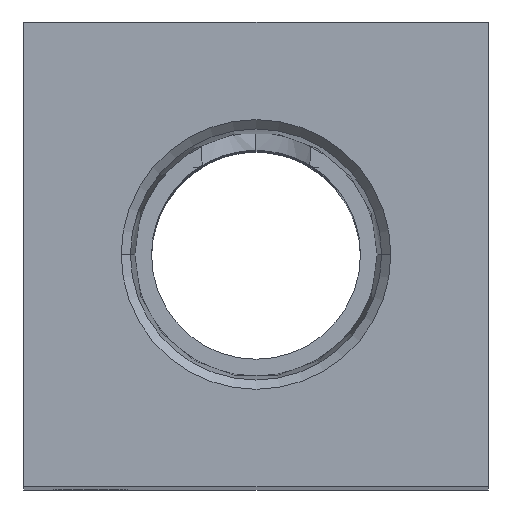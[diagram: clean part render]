
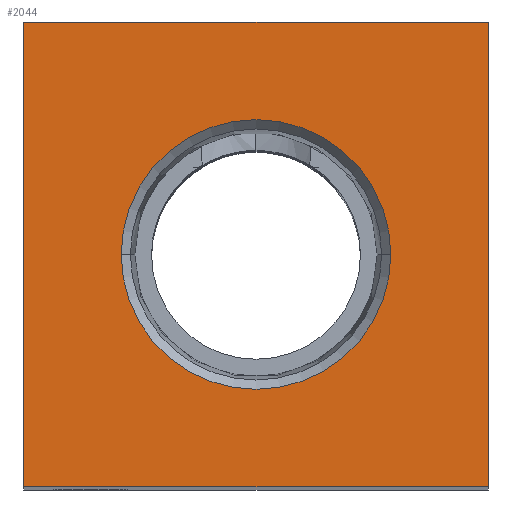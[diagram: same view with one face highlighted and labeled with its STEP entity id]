
A CAD part, top view. The second image highlights one B-rep face of the part: STEP entity #2044.
In plain terms, the highlighted planar face has unit normal (0, 0, 1).
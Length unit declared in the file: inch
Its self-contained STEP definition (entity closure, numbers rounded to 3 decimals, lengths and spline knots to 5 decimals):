
#9 = DIRECTION ( 'NONE',  ( 0., 1., 0. ) ) ;
#51 = DIRECTION ( 'NONE',  ( 1., 0., 0. ) ) ;
#109 = CARTESIAN_POINT ( 'NONE',  ( -0.625, -0.625, 2.375 ) ) ;
#131 = VERTEX_POINT ( 'NONE', #195 ) ;
#187 = CARTESIAN_POINT ( 'NONE',  ( 0.3626, 0., 2.375 ) ) ;
#195 = CARTESIAN_POINT ( 'NONE',  ( 0.625, 0.625, 2.375 ) ) ;
#230 = ORIENTED_EDGE ( 'NONE', *, *, #2802, .T. ) ;
#233 = CARTESIAN_POINT ( 'NONE',  ( 0.625, -0.625, 2.375 ) ) ;
#255 = CIRCLE ( 'NONE', #1680, 0.3626 ) ;
#315 = EDGE_CURVE ( 'NONE', #2497, #2453, #2184, .T. ) ;
#341 = VECTOR ( 'NONE', #2058, 39.37008 ) ;
#427 = VERTEX_POINT ( 'NONE', #1398 ) ;
#467 = AXIS2_PLACEMENT_3D ( 'NONE', #575, #558, #1506 ) ;
#558 = DIRECTION ( 'NONE',  ( 0., 0., 1. ) ) ;
#562 = CIRCLE ( 'NONE', #467, 0.3626 ) ;
#569 = ORIENTED_EDGE ( 'NONE', *, *, #1657, .T. ) ;
#575 = CARTESIAN_POINT ( 'NONE',  ( 0., 0., 2.375 ) ) ;
#594 = FACE_BOUND ( 'NONE', #1395, .T. ) ;
#647 = VERTEX_POINT ( 'NONE', #187 ) ;
#673 = DIRECTION ( 'NONE',  ( 1., 0., 0. ) ) ;
#679 = DIRECTION ( 'NONE',  ( 0., 0., 1. ) ) ;
#690 = CARTESIAN_POINT ( 'NONE',  ( 0., 0., 2.375 ) ) ;
#838 = ORIENTED_EDGE ( 'NONE', *, *, #315, .T. ) ;
#883 = DIRECTION ( 'NONE',  ( 1., 0., 0. ) ) ;
#936 = EDGE_CURVE ( 'NONE', #2512, #647, #255, .T. ) ;
#1024 = CARTESIAN_POINT ( 'NONE',  ( -0.625, 0.625, 2.375 ) ) ;
#1217 = CARTESIAN_POINT ( 'NONE',  ( 0.625, -0.625, 2.375 ) ) ;
#1275 = CARTESIAN_POINT ( 'NONE',  ( -0.3626, 0., 2.375 ) ) ;
#1395 = EDGE_LOOP ( 'NONE', ( #1518, #2734 ) ) ;
#1398 = CARTESIAN_POINT ( 'NONE',  ( 0.625, -0.625, 2.375 ) ) ;
#1404 = ORIENTED_EDGE ( 'NONE', *, *, #1917, .T. ) ;
#1465 = EDGE_CURVE ( 'NONE', #647, #2512, #562, .T. ) ;
#1506 = DIRECTION ( 'NONE',  ( 1., 0., 0. ) ) ;
#1518 = ORIENTED_EDGE ( 'NONE', *, *, #1465, .F. ) ;
#1657 = EDGE_CURVE ( 'NONE', #427, #131, #2046, .T. ) ;
#1680 = AXIS2_PLACEMENT_3D ( 'NONE', #690, #679, #673 ) ;
#1867 = LINE ( 'NONE', #1217, #2943 ) ;
#1917 = EDGE_CURVE ( 'NONE', #131, #2497, #2040, .T. ) ;
#1952 = CARTESIAN_POINT ( 'NONE',  ( -0.625, -0.625, 2.375 ) ) ;
#2040 = LINE ( 'NONE', #2863, #2498 ) ;
#2043 = PLANE ( 'NONE',  #2198 ) ;
#2044 = ADVANCED_FACE ( 'NONE', ( #594, #2354 ), #2043, .T. ) ;
#2046 = LINE ( 'NONE', #233, #2624 ) ;
#2058 = DIRECTION ( 'NONE',  ( 0., -1., 0. ) ) ;
#2184 = LINE ( 'NONE', #1952, #341 ) ;
#2198 = AXIS2_PLACEMENT_3D ( 'NONE', #2692, #2266, #883 ) ;
#2229 = DIRECTION ( 'NONE',  ( -1., 0., 0. ) ) ;
#2242 = EDGE_LOOP ( 'NONE', ( #838, #230, #569, #1404 ) ) ;
#2266 = DIRECTION ( 'NONE',  ( 0., 0., 1. ) ) ;
#2354 = FACE_OUTER_BOUND ( 'NONE', #2242, .T. ) ;
#2453 = VERTEX_POINT ( 'NONE', #109 ) ;
#2497 = VERTEX_POINT ( 'NONE', #1024 ) ;
#2498 = VECTOR ( 'NONE', #2229, 39.37008 ) ;
#2512 = VERTEX_POINT ( 'NONE', #1275 ) ;
#2624 = VECTOR ( 'NONE', #9, 39.37008 ) ;
#2692 = CARTESIAN_POINT ( 'NONE',  ( 0., 0., 2.375 ) ) ;
#2734 = ORIENTED_EDGE ( 'NONE', *, *, #936, .F. ) ;
#2802 = EDGE_CURVE ( 'NONE', #2453, #427, #1867, .T. ) ;
#2863 = CARTESIAN_POINT ( 'NONE',  ( 0.625, 0.625, 2.375 ) ) ;
#2943 = VECTOR ( 'NONE', #51, 39.37008 ) ;
